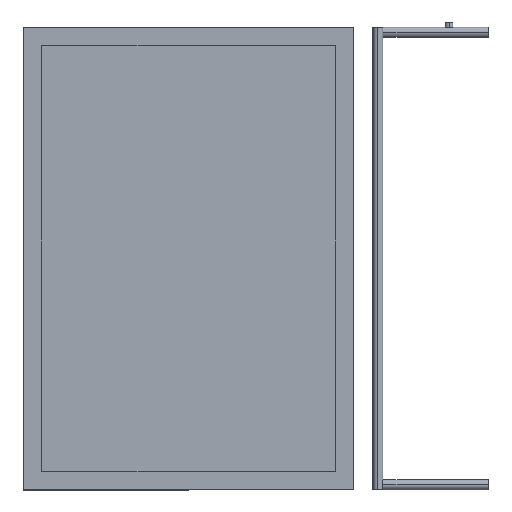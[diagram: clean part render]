
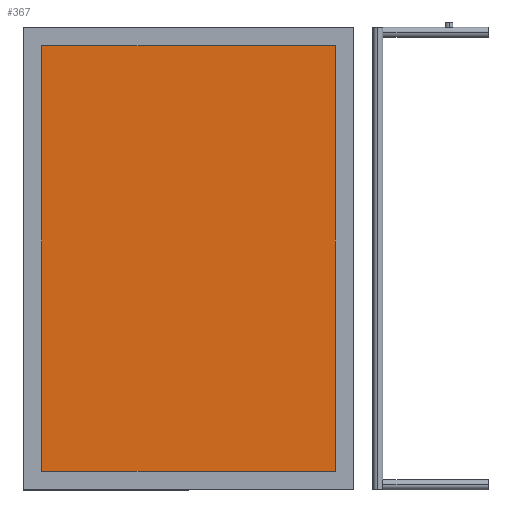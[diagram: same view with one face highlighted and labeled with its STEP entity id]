
A CAD part, top view. The second image highlights one B-rep face of the part: STEP entity #367.
In plain terms, the highlighted planar face has unit normal (0, 0, 1).
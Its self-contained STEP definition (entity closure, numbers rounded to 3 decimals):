
#30 = VERTEX_POINT ( 'NONE', #711 ) ;
#47 = PLANE ( 'NONE',  #148 ) ;
#55 = EDGE_CURVE ( 'NONE', #614, #429, #115, .T. ) ;
#115 = LINE ( 'NONE', #860, #421 ) ;
#128 = ORIENTED_EDGE ( 'NONE', *, *, #55, .T. ) ;
#148 = AXIS2_PLACEMENT_3D ( 'NONE', #430, #928, #793 ) ;
#179 = ORIENTED_EDGE ( 'NONE', *, *, #664, .T. ) ;
#256 = EDGE_LOOP ( 'NONE', ( #128, #397, #179, #901 ) ) ;
#302 = CARTESIAN_POINT ( 'NONE',  ( -277.5, -402.5, 125. ) ) ;
#308 = CARTESIAN_POINT ( 'NONE',  ( -277.5, 402.5, 125. ) ) ;
#319 = DIRECTION ( 'NONE',  ( -1., 0., 0. ) ) ;
#327 = VECTOR ( 'NONE', #441, 1000. ) ;
#365 = LINE ( 'NONE', #302, #424 ) ;
#367 = ADVANCED_FACE ( 'Y�z3', ( #800 ), #47, .F. ) ;
#397 = ORIENTED_EDGE ( 'NONE', *, *, #442, .T. ) ;
#421 = VECTOR ( 'NONE', #426, 1000. ) ;
#424 = VECTOR ( 'NONE', #816, 1000. ) ;
#426 = DIRECTION ( 'NONE',  ( 1., 0., 0. ) ) ;
#429 = VERTEX_POINT ( 'NONE', #735 ) ;
#430 = CARTESIAN_POINT ( 'NONE',  ( 0., 0., 125. ) ) ;
#441 = DIRECTION ( 'NONE',  ( 0., 1., 0. ) ) ;
#442 = EDGE_CURVE ( 'NONE', #429, #30, #729, .T. ) ;
#464 = VERTEX_POINT ( 'NONE', #517 ) ;
#466 = LINE ( 'NONE', #308, #794 ) ;
#494 = EDGE_CURVE ( 'NONE', #464, #614, #365, .T. ) ;
#517 = CARTESIAN_POINT ( 'NONE',  ( -277.5, 402.5, 125. ) ) ;
#613 = CARTESIAN_POINT ( 'NONE',  ( -277.5, -402.5, 125. ) ) ;
#614 = VERTEX_POINT ( 'NONE', #613 ) ;
#664 = EDGE_CURVE ( 'NONE', #30, #464, #466, .T. ) ;
#672 = CARTESIAN_POINT ( 'NONE',  ( 277.5, 402.5, 125. ) ) ;
#711 = CARTESIAN_POINT ( 'NONE',  ( 277.5, 402.5, 125. ) ) ;
#729 = LINE ( 'NONE', #672, #327 ) ;
#735 = CARTESIAN_POINT ( 'NONE',  ( 277.5, -402.5, 125. ) ) ;
#793 = DIRECTION ( 'NONE',  ( -1., 0., 0. ) ) ;
#794 = VECTOR ( 'NONE', #319, 1000. ) ;
#800 = FACE_OUTER_BOUND ( 'NONE', #256, .T. ) ;
#816 = DIRECTION ( 'NONE',  ( 0., -1., 0. ) ) ;
#860 = CARTESIAN_POINT ( 'NONE',  ( 277.5, -402.5, 125. ) ) ;
#901 = ORIENTED_EDGE ( 'NONE', *, *, #494, .T. ) ;
#928 = DIRECTION ( 'NONE',  ( 0., 0., -1. ) ) ;
